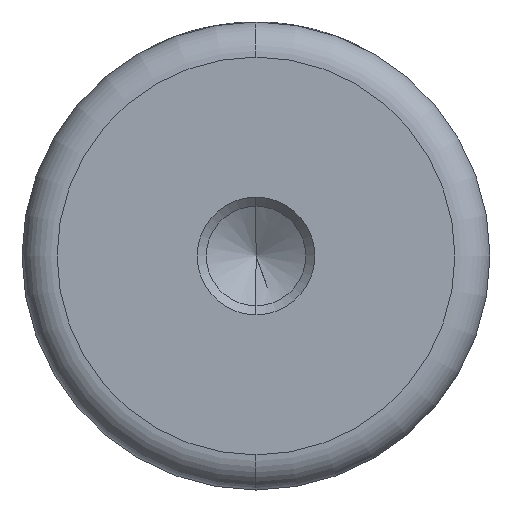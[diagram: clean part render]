
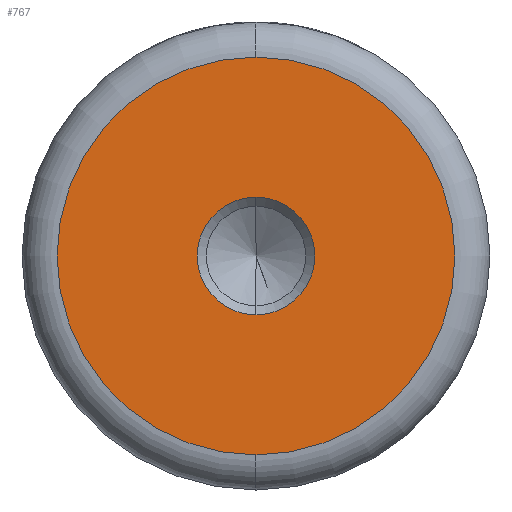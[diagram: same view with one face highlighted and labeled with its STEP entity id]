
A CAD part, left-side view. The second image highlights one B-rep face of the part: STEP entity #767.
In plain terms, the highlighted planar face has unit normal (-1, 0, 0).
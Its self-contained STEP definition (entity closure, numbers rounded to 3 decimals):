
#29 = VERTEX_POINT ( 'NONE', #917 ) ;
#50 = PLANE ( 'NONE',  #1226 ) ;
#55 = DIRECTION ( 'NONE',  ( 0., 0., 1. ) ) ;
#74 = VERTEX_POINT ( 'NONE', #410 ) ;
#96 = EDGE_LOOP ( 'NONE', ( #438, #125 ) ) ;
#125 = ORIENTED_EDGE ( 'NONE', *, *, #887, .T. ) ;
#172 = FACE_BOUND ( 'NONE', #883, .T. ) ;
#177 = DIRECTION ( 'NONE',  ( 0., 0., 1. ) ) ;
#223 = CARTESIAN_POINT ( 'NONE',  ( 0., 0., 5.025 ) ) ;
#244 = AXIS2_PLACEMENT_3D ( 'NONE', #661, #1436, #759 ) ;
#369 = DIRECTION ( 'NONE',  ( -1., 0., 0. ) ) ;
#410 = CARTESIAN_POINT ( 'NONE',  ( 0., 0., -17. ) ) ;
#414 = DIRECTION ( 'NONE',  ( -1., 0., 0. ) ) ;
#438 = ORIENTED_EDGE ( 'NONE', *, *, #986, .T. ) ;
#462 = FACE_OUTER_BOUND ( 'NONE', #96, .T. ) ;
#478 = EDGE_CURVE ( 'NONE', #844, #935, #803, .T. ) ;
#560 = AXIS2_PLACEMENT_3D ( 'NONE', #1331, #678, #1450 ) ;
#578 = ORIENTED_EDGE ( 'NONE', *, *, #478, .F. ) ;
#607 = AXIS2_PLACEMENT_3D ( 'NONE', #1394, #730, #55 ) ;
#661 = CARTESIAN_POINT ( 'NONE',  ( 0., 0., 0. ) ) ;
#678 = DIRECTION ( 'NONE',  ( -1., 0., 0. ) ) ;
#730 = DIRECTION ( 'NONE',  ( -1., 0., 0. ) ) ;
#759 = DIRECTION ( 'NONE',  ( 0., 0., 1. ) ) ;
#767 = ADVANCED_FACE ( 'NONE', ( #172, #462 ), #50, .T. ) ;
#803 = CIRCLE ( 'NONE', #607, 5.025 ) ;
#821 = AXIS2_PLACEMENT_3D ( 'NONE', #1002, #369, #1125 ) ;
#843 = CIRCLE ( 'NONE', #244, 17. ) ;
#844 = VERTEX_POINT ( 'NONE', #1073 ) ;
#883 = EDGE_LOOP ( 'NONE', ( #1403, #578 ) ) ;
#887 = EDGE_CURVE ( 'NONE', #74, #29, #843, .T. ) ;
#917 = CARTESIAN_POINT ( 'NONE',  ( 0., 0., 17. ) ) ;
#935 = VERTEX_POINT ( 'NONE', #223 ) ;
#986 = EDGE_CURVE ( 'NONE', #29, #74, #1069, .T. ) ;
#989 = CIRCLE ( 'NONE', #821, 5.025 ) ;
#1002 = CARTESIAN_POINT ( 'NONE',  ( 0., 0., 0. ) ) ;
#1027 = EDGE_CURVE ( 'NONE', #935, #844, #989, .T. ) ;
#1045 = CARTESIAN_POINT ( 'NONE',  ( 0., 0., 0. ) ) ;
#1069 = CIRCLE ( 'NONE', #560, 17. ) ;
#1073 = CARTESIAN_POINT ( 'NONE',  ( 0., 0., -5.025 ) ) ;
#1125 = DIRECTION ( 'NONE',  ( 0., 0., 1. ) ) ;
#1226 = AXIS2_PLACEMENT_3D ( 'NONE', #1045, #414, #177 ) ;
#1331 = CARTESIAN_POINT ( 'NONE',  ( 0., 0., 0. ) ) ;
#1394 = CARTESIAN_POINT ( 'NONE',  ( 0., 0., 0. ) ) ;
#1403 = ORIENTED_EDGE ( 'NONE', *, *, #1027, .F. ) ;
#1436 = DIRECTION ( 'NONE',  ( -1., 0., 0. ) ) ;
#1450 = DIRECTION ( 'NONE',  ( 0., 0., 1. ) ) ;
